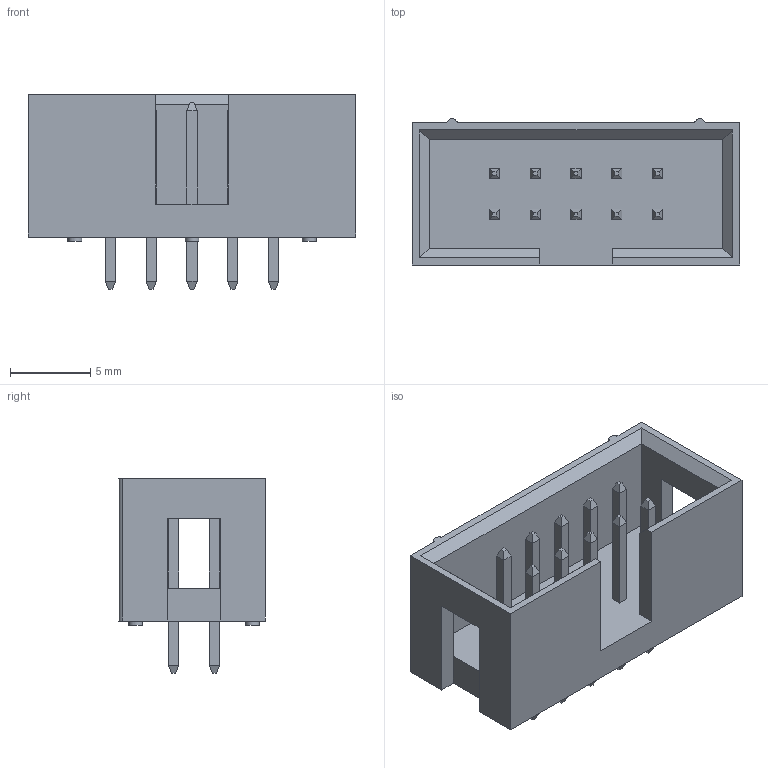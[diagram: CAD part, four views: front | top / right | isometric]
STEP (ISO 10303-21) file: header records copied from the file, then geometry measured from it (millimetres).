
FILE_DESCRIPTION( ( 'Unknown' ), '1' );
FILE_NAME( '61201021621.stp', 'Unknown', ( 'Unknown' ), ( 'Unknown' ), 'PSStep 15.0.49', 'Unknown', ' ' );
FILE_SCHEMA( ( 'AUTOMOTIVE_DESIGN { 1 0 10303 214 1 1 1 1 }' ) );
Length unit declared in the file: millimetre
Products named in the file (3): Assem1; 61201021621; 6120xx21621_PIN
Assembly tree (11 placements, depth 2):
  Assem1
    61201021621
    6120xx21621_PIN  x10
Bounding box: 20.36 x 9.1 x 12.1 mm (x, y, z)
Volume: 706.8 mm3; surface area: 1465.3 mm2
Topology: 11 solids, 11 shells, 263 faces, 595 edges, 356 vertices
Faces by surface type: plane 255, cylinder 8
Full cylindrical faces by diameter (mm): 0.85 x6
Entity records: 5139 total; most frequent: CARTESIAN_POINT 686, ORIENTED_EDGE 662, DIRECTION 645, EDGE_CURVE 331, LINE 315, VECTOR 315, VERTEX_POINT 206, EDGE_LOOP 169
